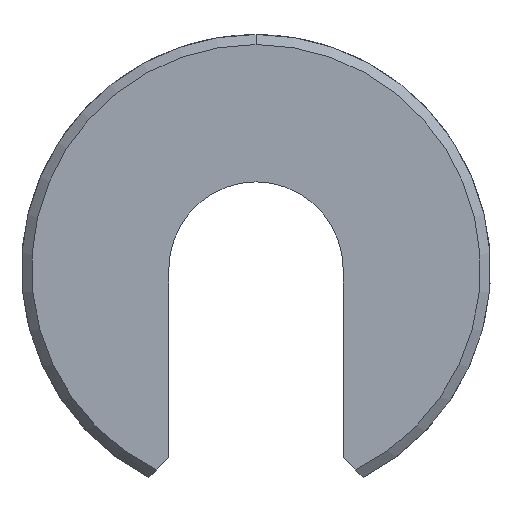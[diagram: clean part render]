
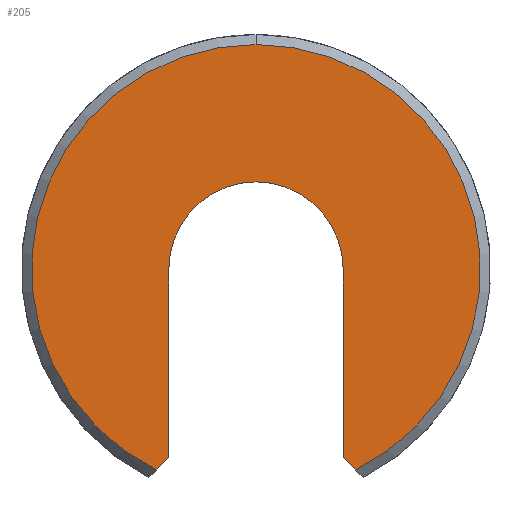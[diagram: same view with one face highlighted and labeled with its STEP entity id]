
A CAD part, front view. The second image highlights one B-rep face of the part: STEP entity #205.
In plain terms, the highlighted planar face has unit normal (0, -1, 0).
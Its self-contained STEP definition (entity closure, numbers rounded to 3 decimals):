
#9 = EDGE_LOOP ( 'NONE', ( #98, #88, #119, #114, #189, #97, #192 ) ) ;
#88 = ORIENTED_EDGE ( 'NONE', *, *, #111, .F. ) ;
#89 = EDGE_CURVE ( 'NONE', #112, #91, #239, .T. ) ;
#91 = VERTEX_POINT ( 'NONE', #228 ) ;
#92 = EDGE_CURVE ( 'NONE', #91, #204, #219, .T. ) ;
#97 = ORIENTED_EDGE ( 'NONE', *, *, #109, .T. ) ;
#98 = ORIENTED_EDGE ( 'NONE', *, *, #110, .T. ) ;
#104 = VERTEX_POINT ( 'NONE', #220 ) ;
#109 = EDGE_CURVE ( 'NONE', #117, #104, #129, .T. ) ;
#110 = EDGE_CURVE ( 'NONE', #203, #115, #341, .T. ) ;
#111 = EDGE_CURVE ( 'NONE', #112, #115, #355, .T. ) ;
#112 = VERTEX_POINT ( 'NONE', #334 ) ;
#114 = ORIENTED_EDGE ( 'NONE', *, *, #92, .T. ) ;
#115 = VERTEX_POINT ( 'NONE', #320 ) ;
#117 = VERTEX_POINT ( 'NONE', #311 ) ;
#119 = ORIENTED_EDGE ( 'NONE', *, *, #89, .T. ) ;
#125 = DIRECTION ( 'NONE',  ( 0., 0., -1. ) ) ;
#126 = DIRECTION ( 'NONE',  ( 0., -1., 0. ) ) ;
#127 = CARTESIAN_POINT ( 'NONE',  ( 0., 0., 0. ) ) ;
#128 = AXIS2_PLACEMENT_3D ( 'NONE', #127, #126, #125 ) ;
#129 = CIRCLE ( 'NONE', #128, 16.75 ) ;
#156 = DIRECTION ( 'NONE',  ( 0.707, 0., -0.707 ) ) ;
#187 = EDGE_CURVE ( 'NONE', #204, #117, #410, .T. ) ;
#189 = ORIENTED_EDGE ( 'NONE', *, *, #187, .T. ) ;
#191 = EDGE_CURVE ( 'NONE', #104, #203, #344, .T. ) ;
#192 = ORIENTED_EDGE ( 'NONE', *, *, #191, .T. ) ;
#203 = VERTEX_POINT ( 'NONE', #403 ) ;
#204 = VERTEX_POINT ( 'NONE', #401 ) ;
#205 = ADVANCED_FACE ( 'NONE', ( #400 ), #347, .T. ) ;
#215 = VECTOR ( 'NONE', #156, 1000. ) ;
#216 = CARTESIAN_POINT ( 'NONE',  ( 6.5, 0., -14.064 ) ) ;
#219 = LINE ( 'NONE', #216, #215 ) ;
#220 = CARTESIAN_POINT ( 'NONE',  ( -7.442, 0., -15.006 ) ) ;
#221 = DIRECTION ( 'NONE',  ( 0., 0., -1. ) ) ;
#222 = VECTOR ( 'NONE', #221, 1000. ) ;
#228 = CARTESIAN_POINT ( 'NONE',  ( 6.5, 0., -14.064 ) ) ;
#234 = CARTESIAN_POINT ( 'NONE',  ( 6.5, 0., 0. ) ) ;
#239 = LINE ( 'NONE', #234, #222 ) ;
#309 = DIRECTION ( 'NONE',  ( 0., 0., -1. ) ) ;
#311 = CARTESIAN_POINT ( 'NONE',  ( 0., 0., 16.75 ) ) ;
#312 = CARTESIAN_POINT ( 'NONE',  ( -6.5, 0., 0. ) ) ;
#313 = DIRECTION ( 'NONE',  ( 0., -1., 0. ) ) ;
#320 = CARTESIAN_POINT ( 'NONE',  ( -6.5, 0., 0. ) ) ;
#334 = CARTESIAN_POINT ( 'NONE',  ( 6.5, 0., 0. ) ) ;
#335 = CARTESIAN_POINT ( 'NONE',  ( 0., 0., 0. ) ) ;
#341 = LINE ( 'NONE', #312, #354 ) ;
#342 = VECTOR ( 'NONE', #402, 1000. ) ;
#343 = CARTESIAN_POINT ( 'NONE',  ( -6.5, 0., -14.064 ) ) ;
#344 = LINE ( 'NONE', #343, #342 ) ;
#345 = DIRECTION ( 'NONE',  ( 0., 0., -1. ) ) ;
#346 = DIRECTION ( 'NONE',  ( 0., -1., 0. ) ) ;
#347 = PLANE ( 'NONE',  #399 ) ;
#349 = CARTESIAN_POINT ( 'NONE',  ( 0., 0., 0. ) ) ;
#350 = AXIS2_PLACEMENT_3D ( 'NONE', #349, #346, #345 ) ;
#352 = AXIS2_PLACEMENT_3D ( 'NONE', #335, #313, #309 ) ;
#353 = DIRECTION ( 'NONE',  ( 0., 0., 1. ) ) ;
#354 = VECTOR ( 'NONE', #353, 1000. ) ;
#355 = CIRCLE ( 'NONE', #352, 6.5 ) ;
#396 = DIRECTION ( 'NONE',  ( 0., 0., -1. ) ) ;
#397 = DIRECTION ( 'NONE',  ( 0., -1., 0. ) ) ;
#398 = CARTESIAN_POINT ( 'NONE',  ( 16.75, 0., 0. ) ) ;
#399 = AXIS2_PLACEMENT_3D ( 'NONE', #398, #397, #396 ) ;
#400 = FACE_OUTER_BOUND ( 'NONE', #9, .T. ) ;
#401 = CARTESIAN_POINT ( 'NONE',  ( 7.442, 0., -15.006 ) ) ;
#402 = DIRECTION ( 'NONE',  ( 0.707, 0., 0.707 ) ) ;
#403 = CARTESIAN_POINT ( 'NONE',  ( -6.5, 0., -14.064 ) ) ;
#410 = CIRCLE ( 'NONE', #350, 16.75 ) ;
